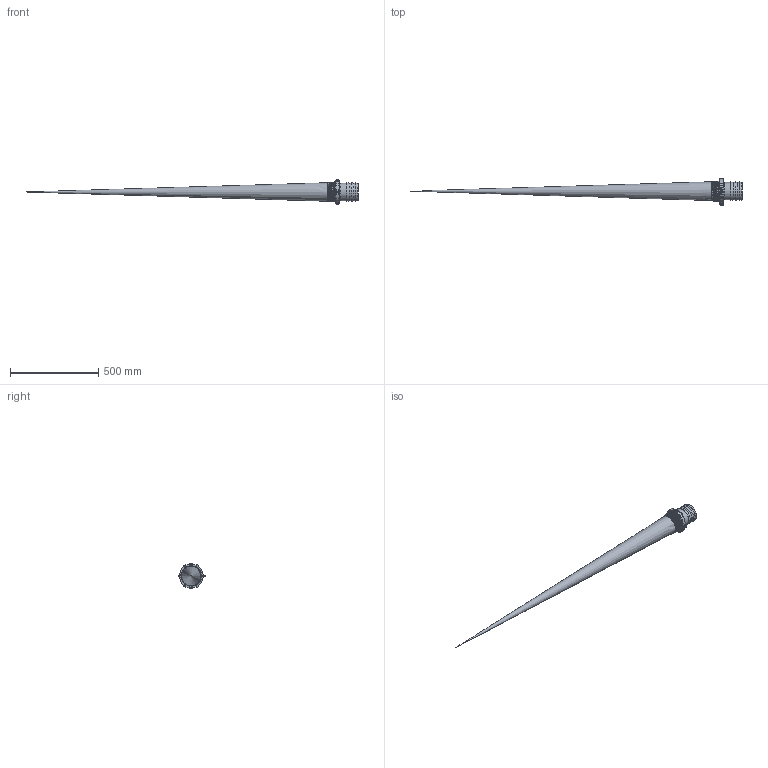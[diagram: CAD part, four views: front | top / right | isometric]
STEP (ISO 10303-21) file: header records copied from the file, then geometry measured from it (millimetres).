
FILE_DESCRIPTION(/* description */ ('4" HOSE BARB X 4" MNPT COUPLING'),/* implementation_level */ '2;1');
FILE_NAME(/* name */ 'HB400.stp',/* time_stamp */ '2020-03-13T15:29:28-04:00',/* author */ ('BDB'),/* organization */ (''),/* preprocessor_version */ 'ST-DEVELOPER v17',/* originating_system */ 'Autodesk Inventor 2019',/* authorisation */ '');
FILE_SCHEMA (('AUTOMOTIVE_DESIGN { 1 0 10303 214 3 1 1 }'));
Length unit declared in the file: inch
Products named in the file (1): HB400
Bounding box: 1882.71 x 156.8 x 137.16 mm (x, y, z)
Volume: 698889.2 mm3; surface area: 1294040.8 mm2
Topology: 1 solids, 1 shells, 614 faces, 1582 edges, 1025 vertices
Faces by surface type: plane 285, bspline 148, cylinder 117, cone 22, sphere 22, torus 20
Full cylindrical faces by diameter (mm): 5.08 x1, 80.264 x1, 82.55 x1, 99.314 x3, 114.3 x1
Entity records: 24880 total; most frequent: CARTESIAN_POINT 10598, ORIENTED_EDGE 3148, DIRECTION 2648, EDGE_CURVE 1574, VERTEX_POINT 1021, AXIS2_PLACEMENT_3D 958, LINE 732, VECTOR 732
